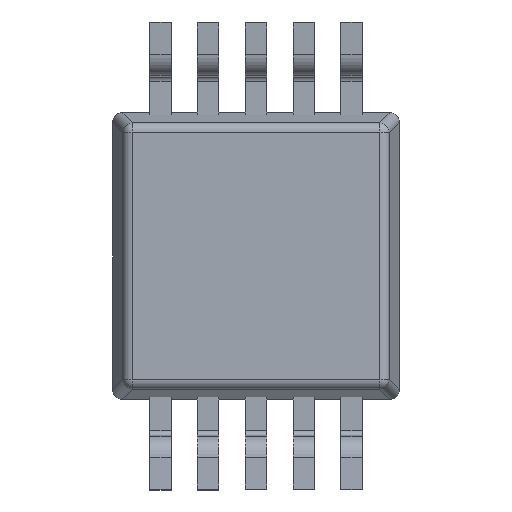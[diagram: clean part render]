
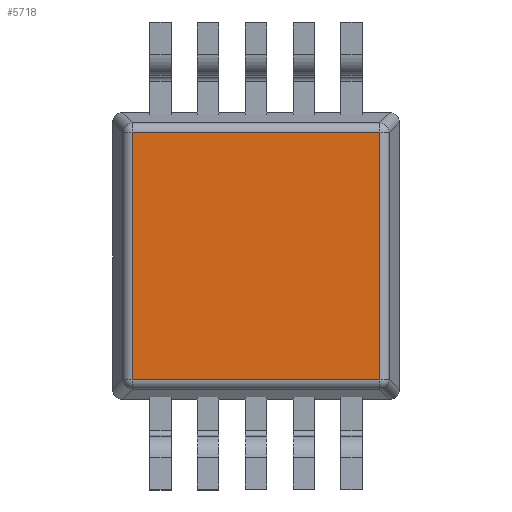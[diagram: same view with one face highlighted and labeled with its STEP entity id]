
A CAD part, front view. The second image highlights one B-rep face of the part: STEP entity #5718.
In plain terms, the highlighted planar face has unit normal (0, -1, 0).
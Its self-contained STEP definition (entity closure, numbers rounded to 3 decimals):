
#127 = EDGE_CURVE ( 'NONE', #5592, #1444, #3241, .T. ) ;
#301 = DIRECTION ( 'NONE',  ( 0., 0., 1. ) ) ;
#851 = CARTESIAN_POINT ( 'NONE',  ( 1.296, -0.475, -1.296 ) ) ;
#1164 = EDGE_CURVE ( 'NONE', #3834, #5592, #6196, .T. ) ;
#1444 = VERTEX_POINT ( 'NONE', #1812 ) ;
#1467 = CARTESIAN_POINT ( 'NONE',  ( -1.373, -0.475, 1.296 ) ) ;
#1812 = CARTESIAN_POINT ( 'NONE',  ( -1.296, -0.475, -1.296 ) ) ;
#2194 = EDGE_CURVE ( 'NONE', #2225, #3834, #7385, .T. ) ;
#2225 = VERTEX_POINT ( 'NONE', #851 ) ;
#2306 = EDGE_LOOP ( 'NONE', ( #7188, #2842, #7186, #6489 ) ) ;
#2640 = CARTESIAN_POINT ( 'NONE',  ( 1.296, -0.475, 1.373 ) ) ;
#2842 = ORIENTED_EDGE ( 'NONE', *, *, #1164, .T. ) ;
#2851 = DIRECTION ( 'NONE',  ( 1., 0., 0. ) ) ;
#2949 = DIRECTION ( 'NONE',  ( -1., 0., 0. ) ) ;
#3241 = LINE ( 'NONE', #4407, #6949 ) ;
#3834 = VERTEX_POINT ( 'NONE', #7133 ) ;
#4232 = CARTESIAN_POINT ( 'NONE',  ( 0., -0.475, 0. ) ) ;
#4252 = DIRECTION ( 'NONE',  ( 0., 0., 1. ) ) ;
#4327 = EDGE_CURVE ( 'NONE', #1444, #2225, #7520, .T. ) ;
#4407 = CARTESIAN_POINT ( 'NONE',  ( -1.296, -0.475, -1.373 ) ) ;
#4636 = VECTOR ( 'NONE', #2851, 1000. ) ;
#4662 = AXIS2_PLACEMENT_3D ( 'NONE', #4232, #6664, #4252 ) ;
#4681 = VECTOR ( 'NONE', #301, 1000. ) ;
#4728 = CARTESIAN_POINT ( 'NONE',  ( -1.296, -0.475, 1.296 ) ) ;
#5582 = DIRECTION ( 'NONE',  ( 0., 0., -1. ) ) ;
#5592 = VERTEX_POINT ( 'NONE', #4728 ) ;
#5718 = ADVANCED_FACE ( 'NONE', ( #6077 ), #7229, .F. ) ;
#6077 = FACE_OUTER_BOUND ( 'NONE', #2306, .T. ) ;
#6196 = LINE ( 'NONE', #1467, #7119 ) ;
#6322 = CARTESIAN_POINT ( 'NONE',  ( 1.373, -0.475, -1.296 ) ) ;
#6489 = ORIENTED_EDGE ( 'NONE', *, *, #4327, .T. ) ;
#6664 = DIRECTION ( 'NONE',  ( 0., 1., 0. ) ) ;
#6949 = VECTOR ( 'NONE', #5582, 1000. ) ;
#7119 = VECTOR ( 'NONE', #2949, 1000. ) ;
#7133 = CARTESIAN_POINT ( 'NONE',  ( 1.296, -0.475, 1.296 ) ) ;
#7186 = ORIENTED_EDGE ( 'NONE', *, *, #127, .T. ) ;
#7188 = ORIENTED_EDGE ( 'NONE', *, *, #2194, .T. ) ;
#7229 = PLANE ( 'NONE',  #4662 ) ;
#7385 = LINE ( 'NONE', #2640, #4681 ) ;
#7520 = LINE ( 'NONE', #6322, #4636 ) ;
